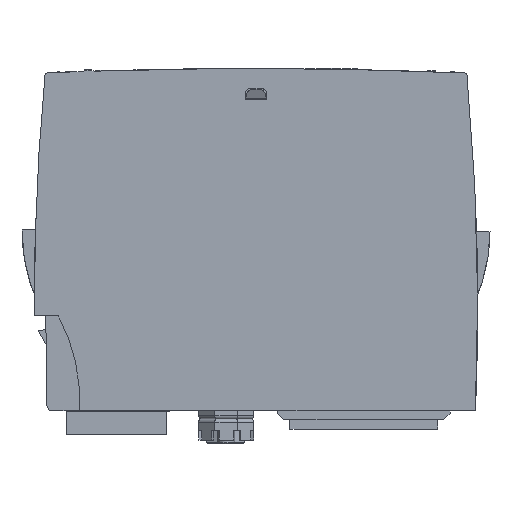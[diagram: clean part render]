
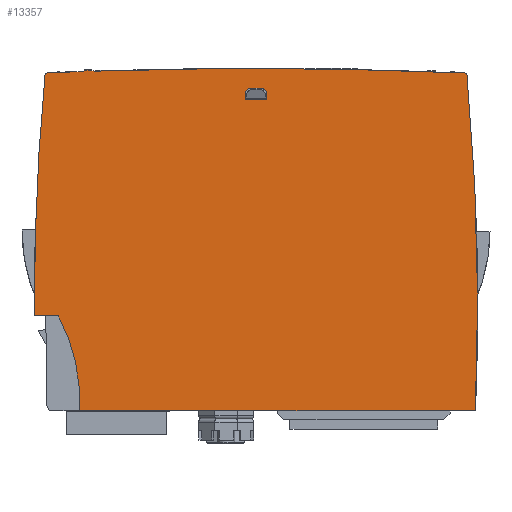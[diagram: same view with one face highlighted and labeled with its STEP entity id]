
A CAD part, left-side view. The second image highlights one B-rep face of the part: STEP entity #13357.
In plain terms, the highlighted planar face has unit normal (-1, 0, 0).
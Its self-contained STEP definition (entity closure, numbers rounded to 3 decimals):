
#10254=PLANE('',#40577);
#13357=ADVANCED_FACE('',(#15077,#15078),#10254,.F.);
#15077=FACE_BOUND('',#15319,.T.);
#15078=FACE_BOUND('',#15320,.T.);
#15319=EDGE_LOOP('',(#23970,#23971,#23972,#23973,#23974,#23975,#23976,#23977));
#15320=EDGE_LOOP('',(#23978,#23979,#23980,#23981,#23982,#23983));
#17190=LINE('',#50575,#20492);
#17191=LINE('',#50579,#20493);
#17192=LINE('',#50580,#20494);
#17193=LINE('',#50583,#20495);
#17194=LINE('',#50585,#20496);
#17195=LINE('',#50589,#20497);
#20492=VECTOR('',#42874,1.);
#20493=VECTOR('',#42877,1.);
#20494=VECTOR('',#42878,1.);
#20495=VECTOR('',#42879,1.);
#20496=VECTOR('',#42880,1.);
#20497=VECTOR('',#42883,1.);
#23970=ORIENTED_EDGE('',*,*,#34692,.F.);
#23971=ORIENTED_EDGE('',*,*,#34471,.F.);
#23972=ORIENTED_EDGE('',*,*,#34459,.F.);
#23973=ORIENTED_EDGE('',*,*,#34693,.F.);
#23974=ORIENTED_EDGE('',*,*,#34694,.F.);
#23975=ORIENTED_EDGE('',*,*,#34695,.F.);
#23976=ORIENTED_EDGE('',*,*,#34696,.F.);
#23977=ORIENTED_EDGE('',*,*,#34697,.F.);
#23978=ORIENTED_EDGE('',*,*,#34698,.F.);
#23979=ORIENTED_EDGE('',*,*,#34699,.F.);
#23980=ORIENTED_EDGE('',*,*,#34700,.F.);
#23981=ORIENTED_EDGE('',*,*,#34701,.F.);
#23982=ORIENTED_EDGE('',*,*,#34702,.F.);
#23983=ORIENTED_EDGE('',*,*,#34703,.F.);
#31802=VERTEX_POINT('',#50017);
#31803=VERTEX_POINT('',#50018);
#31814=VERTEX_POINT('',#50042);
#32013=VERTEX_POINT('',#50570);
#32014=VERTEX_POINT('',#50572);
#32015=VERTEX_POINT('',#50574);
#32016=VERTEX_POINT('',#50576);
#32017=VERTEX_POINT('',#50578);
#32018=VERTEX_POINT('',#50581);
#32019=VERTEX_POINT('',#50582);
#32020=VERTEX_POINT('',#50584);
#32021=VERTEX_POINT('',#50586);
#32022=VERTEX_POINT('',#50588);
#32023=VERTEX_POINT('',#50590);
#34459=EDGE_CURVE('',#31802,#31803,#38505,.T.);
#34471=EDGE_CURVE('',#31803,#31814,#38511,.T.);
#34692=EDGE_CURVE('',#31814,#32013,#38545,.T.);
#34693=EDGE_CURVE('',#32014,#31802,#38546,.T.);
#34694=EDGE_CURVE('',#32015,#32014,#38547,.T.);
#34695=EDGE_CURVE('',#32016,#32015,#17190,.T.);
#34696=EDGE_CURVE('',#32017,#32016,#38548,.T.);
#34697=EDGE_CURVE('',#32013,#32017,#17191,.T.);
#34698=EDGE_CURVE('',#32018,#32019,#17192,.T.);
#34699=EDGE_CURVE('',#32020,#32018,#17193,.T.);
#34700=EDGE_CURVE('',#32021,#32020,#17194,.T.);
#34701=EDGE_CURVE('',#32022,#32021,#38549,.T.);
#34702=EDGE_CURVE('',#32023,#32022,#17195,.T.);
#34703=EDGE_CURVE('',#32019,#32023,#38550,.T.);
#38505=CIRCLE('',#40495,2.3);
#38511=CIRCLE('',#40502,750.);
#38545=CIRCLE('',#40571,391.5);
#38546=CIRCLE('',#40572,750.);
#38547=CIRCLE('',#40573,391.5);
#38548=CIRCLE('',#40574,28.3);
#38549=CIRCLE('',#40575,0.9);
#38550=CIRCLE('',#40576,0.9);
#40495=AXIS2_PLACEMENT_3D('',#50016,#42539,#42540);
#40502=AXIS2_PLACEMENT_3D('',#50041,#42559,#42560);
#40571=AXIS2_PLACEMENT_3D('',#50569,#42868,#42869);
#40572=AXIS2_PLACEMENT_3D('',#50571,#42870,#42871);
#40573=AXIS2_PLACEMENT_3D('',#50573,#42872,#42873);
#40574=AXIS2_PLACEMENT_3D('',#50577,#42875,#42876);
#40575=AXIS2_PLACEMENT_3D('',#50587,#42881,#42882);
#40576=AXIS2_PLACEMENT_3D('',#50591,#42884,#42885);
#40577=AXIS2_PLACEMENT_3D('',#50592,#42886,#42887);
#42539=DIRECTION('',(1.,0.,0.));
#42540=DIRECTION('',(0.,0.431,0.902));
#42559=DIRECTION('',(1.,0.,0.));
#42560=DIRECTION('',(0.,0.034,0.999));
#42868=DIRECTION('',(1.,0.,0.));
#42869=DIRECTION('',(0.,-0.996,0.09));
#42870=DIRECTION('',(1.,0.,0.));
#42871=DIRECTION('',(0.,0.043,0.999));
#42872=DIRECTION('',(1.,0.,0.));
#42873=DIRECTION('',(0.,1.,0.));
#42874=DIRECTION('',(0.,1.,0.));
#42875=DIRECTION('',(-1.,0.,0.));
#42876=DIRECTION('',(0.,-0.883,0.47));
#42877=DIRECTION('',(0.,1.,0.));
#42878=DIRECTION('',(0.,0.,1.));
#42879=DIRECTION('',(0.,-1.,0.));
#42880=DIRECTION('',(0.,0.,-1.));
#42881=DIRECTION('',(-1.,0.,0.));
#42882=DIRECTION('',(0.,0.,-1.));
#42883=DIRECTION('',(0.,1.,0.));
#42884=DIRECTION('',(-1.,0.,0.));
#42885=DIRECTION('',(0.,0.,-1.));
#42886=DIRECTION('',(1.,0.,0.));
#42887=DIRECTION('',(0.,0.,-1.));
#50016=CARTESIAN_POINT('',(-7.5,28.8,64.45));
#50017=CARTESIAN_POINT('',(-7.5,29.828,66.507));
#50018=CARTESIAN_POINT('',(-7.5,27.918,66.574));
#50041=CARTESIAN_POINT('',(-7.5,2.65,-683.));
#50042=CARTESIAN_POINT('',(-7.5,-30.316,66.275));
#50569=CARTESIAN_POINT('',(-7.5,359.5,30.));
#50570=CARTESIAN_POINT('',(-7.5,-31.652,13.5));
#50571=CARTESIAN_POINT('',(-7.5,2.65,-683.));
#50572=CARTESIAN_POINT('',(-7.5,35.616,66.275));
#50573=CARTESIAN_POINT('',(-7.5,-354.2,30.));
#50574=CARTESIAN_POINT('',(-7.5,37.296,28.3));
#50575=CARTESIAN_POINT('',(-7.5,33.52,28.3));
#50576=CARTESIAN_POINT('',(-7.5,33.52,28.3));
#50577=CARTESIAN_POINT('',(-7.5,58.5,15.));
#50578=CARTESIAN_POINT('',(-7.5,30.24,13.5));
#50579=CARTESIAN_POINT('',(-7.5,-31.652,13.5));
#50580=CARTESIAN_POINT('',(-7.5,0.95,30.));
#50581=CARTESIAN_POINT('',(-7.5,0.95,62.1));
#50582=CARTESIAN_POINT('',(-7.5,0.95,63.));
#50583=CARTESIAN_POINT('',(-7.5,359.5,62.1));
#50584=CARTESIAN_POINT('',(-7.5,4.35,62.1));
#50585=CARTESIAN_POINT('',(-7.5,4.35,30.));
#50586=CARTESIAN_POINT('',(-7.5,4.35,63.));
#50587=CARTESIAN_POINT('',(-7.5,3.45,63.));
#50588=CARTESIAN_POINT('',(-7.5,3.45,63.9));
#50589=CARTESIAN_POINT('',(-7.5,359.5,63.9));
#50590=CARTESIAN_POINT('',(-7.5,1.85,63.9));
#50591=CARTESIAN_POINT('',(-7.5,1.85,63.));
#50592=CARTESIAN_POINT('',(-7.5,359.5,30.));
